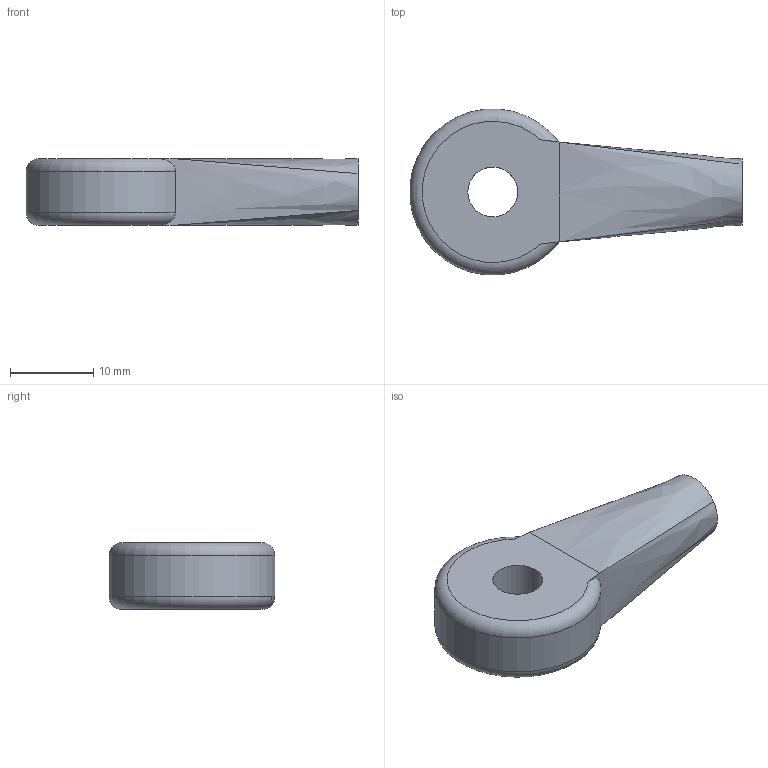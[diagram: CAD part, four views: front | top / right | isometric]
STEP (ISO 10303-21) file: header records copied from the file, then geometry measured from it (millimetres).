
FILE_DESCRIPTION(/* description */ (''),/* implementation_level */ '2;1');
FILE_NAME(/* name */ 'BallJoint 6mm v2.stp',/* time_stamp */ '2020-12-05T18:06:10+01:00',/* author */ (''),/* organization */ (''),/* preprocessor_version */ 'ST-DEVELOPER v18.1',/* originating_system */ 'Autodesk Translation Framework v9.3.0.1241',/* authorisation */ '');
FILE_SCHEMA (('AUTOMOTIVE_DESIGN { 1 0 10303 214 3 1 1 }'));
Length unit declared in the file: millimetre
Products named in the file (1): BallJoint 6mm
Bounding box: 39.96 x 19.96 x 8 mm (x, y, z)
Volume: 3221.3 mm3; surface area: 2101.4 mm2
Topology: 1 solids, 1 shells, 13 faces, 32 edges, 22 vertices
Faces by surface type: plane 4, bspline 4, cylinder 3, torus 2
Full cylindrical faces by diameter (mm): 6 x2
Entity records: 564 total; most frequent: CARTESIAN_POINT 222, ORIENTED_EDGE 64, DIRECTION 56, EDGE_CURVE 32, VERTEX_POINT 22, AXIS2_PLACEMENT_3D 22, EDGE_LOOP 16, FACE_OUTER_BOUND 13
